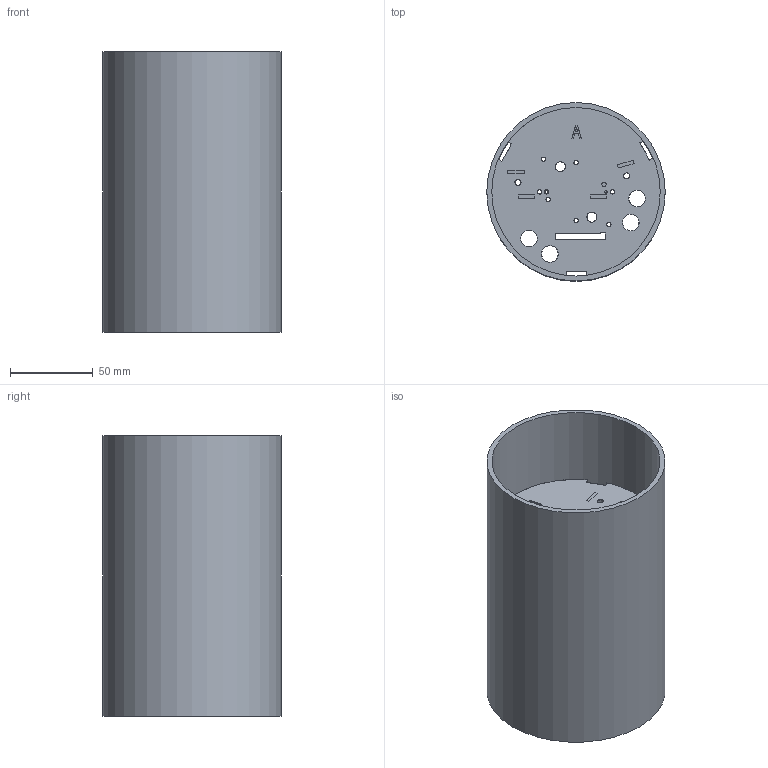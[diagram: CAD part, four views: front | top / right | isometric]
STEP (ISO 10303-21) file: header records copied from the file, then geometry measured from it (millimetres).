
FILE_DESCRIPTION(/* description */ (''),/* implementation_level */ '2;1');
FILE_NAME(/* name */ '101523.1101.000.stp',/* time_stamp */ '2017-01-16T09:47:30+01:00',/* author */ (''),/* organization */ (''),/* preprocessor_version */ 'ST-DEVELOPER v11',/* originating_system */ 'SIEMENS PLM Software NX 7.5',/* authorisation */ '');
FILE_SCHEMA (('CONFIG_CONTROL_DESIGN'));
Length unit declared in the file: millimetre
Products named in the file (5): 101523.1418.000_0; 101523.3001.000_0; ELIMINADA_0; 101523.1101.000_0
Assembly tree (4 placements, depth 3):
  101523.1101.000_0
    101523.1101.000_0
      ELIMINADA_0
      101523.3001.000_0
      101523.1418.000_0
Bounding box: 108 x 108 x 170 mm (x, y, z)
Volume: 213549.5 mm3; surface area: 148628.7 mm2
Topology: 3 solids, 3 shells, 158 faces, 470 edges, 322 vertices
Faces by surface type: plane 119, cylinder 39
Full cylindrical faces by diameter (mm): 1.6 x2, 2.6 x16, 3.6 x4, 6 x4, 10 x8, 102 x1, 108 x1
Entity records: 5588 total; most frequent: CARTESIAN_POINT 867, ORIENTED_EDGE 816, DIRECTION 812, EDGE_CURVE 408, LINE 330, VECTOR 330, VERTEX_POINT 296, EDGE_LOOP 280
